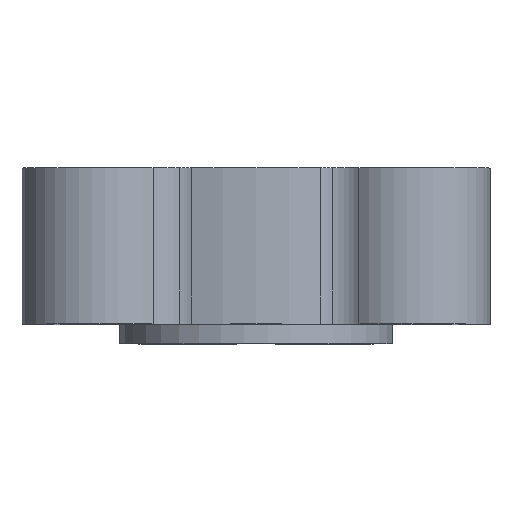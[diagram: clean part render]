
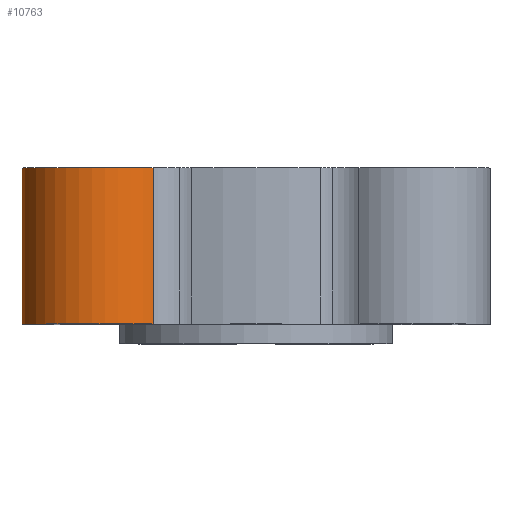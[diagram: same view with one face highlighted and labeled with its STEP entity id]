
A CAD part, top view. The second image highlights one B-rep face of the part: STEP entity #10763.
In plain terms, the highlighted cylindrical face has radius 4 mm (diameter 8 mm), a partial arc.
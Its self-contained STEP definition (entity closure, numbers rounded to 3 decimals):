
#1245 = VERTEX_POINT ( 'NONE', #22070 ) ;
#1400 = DIRECTION ( 'NONE',  ( 0., -1., 0. ) ) ;
#1487 = ORIENTED_EDGE ( 'NONE', *, *, #14395, .F. ) ;
#1579 = LINE ( 'NONE', #22487, #24105 ) ;
#2403 = VECTOR ( 'NONE', #22946, 1000. ) ;
#2796 = FACE_OUTER_BOUND ( 'NONE', #29731, .T. ) ;
#3198 = EDGE_CURVE ( 'NONE', #6490, #14669, #9136, .T. ) ;
#3615 = CARTESIAN_POINT ( 'NONE',  ( -10.931, 9., 5.278 ) ) ;
#5448 = DIRECTION ( 'NONE',  ( 0., 0., 1. ) ) ;
#6086 = DIRECTION ( 'NONE',  ( 0., 1., 0. ) ) ;
#6490 = VERTEX_POINT ( 'NONE', #18640 ) ;
#7251 = CIRCLE ( 'NONE', #22146, 4. ) ;
#8026 = ORIENTED_EDGE ( 'NONE', *, *, #22843, .F. ) ;
#8489 = DIRECTION ( 'NONE',  ( 0., 0., 1. ) ) ;
#9136 = LINE ( 'NONE', #3615, #2403 ) ;
#9552 = CYLINDRICAL_SURFACE ( 'NONE', #11218, 4. ) ;
#10291 = DIRECTION ( 'NONE',  ( 0., 1., 0. ) ) ;
#10719 = CARTESIAN_POINT ( 'NONE',  ( -10.931, 1., 5.278 ) ) ;
#10763 = ADVANCED_FACE ( 'NONE', ( #2796 ), #9552, .T. ) ;
#11218 = AXIS2_PLACEMENT_3D ( 'NONE', #30092, #1400, #18386 ) ;
#12227 = EDGE_CURVE ( 'NONE', #14669, #1245, #7251, .T. ) ;
#14395 = EDGE_CURVE ( 'NONE', #25615, #1245, #1579, .T. ) ;
#14669 = VERTEX_POINT ( 'NONE', #10719 ) ;
#18386 = DIRECTION ( 'NONE',  ( 0., 0., -1. ) ) ;
#18640 = CARTESIAN_POINT ( 'NONE',  ( -10.931, 9., 5.278 ) ) ;
#20452 = CARTESIAN_POINT ( 'NONE',  ( -8., 9., 8. ) ) ;
#20720 = CIRCLE ( 'NONE', #27389, 4. ) ;
#22070 = CARTESIAN_POINT ( 'NONE',  ( -5.278, 1., 10.931 ) ) ;
#22146 = AXIS2_PLACEMENT_3D ( 'NONE', #27085, #10291, #5448 ) ;
#22487 = CARTESIAN_POINT ( 'NONE',  ( -5.278, 9., 10.931 ) ) ;
#22843 = EDGE_CURVE ( 'NONE', #6490, #25615, #20720, .T. ) ;
#22946 = DIRECTION ( 'NONE',  ( 0., -1., 0. ) ) ;
#24105 = VECTOR ( 'NONE', #24673, 1000. ) ;
#24673 = DIRECTION ( 'NONE',  ( 0., -1., 0. ) ) ;
#25615 = VERTEX_POINT ( 'NONE', #26685 ) ;
#26685 = CARTESIAN_POINT ( 'NONE',  ( -5.278, 9., 10.931 ) ) ;
#27085 = CARTESIAN_POINT ( 'NONE',  ( -8., 1., 8. ) ) ;
#27389 = AXIS2_PLACEMENT_3D ( 'NONE', #20452, #6086, #8489 ) ;
#27530 = ORIENTED_EDGE ( 'NONE', *, *, #12227, .T. ) ;
#28989 = ORIENTED_EDGE ( 'NONE', *, *, #3198, .T. ) ;
#29731 = EDGE_LOOP ( 'NONE', ( #27530, #1487, #8026, #28989 ) ) ;
#30092 = CARTESIAN_POINT ( 'NONE',  ( -8., 9., 8. ) ) ;
